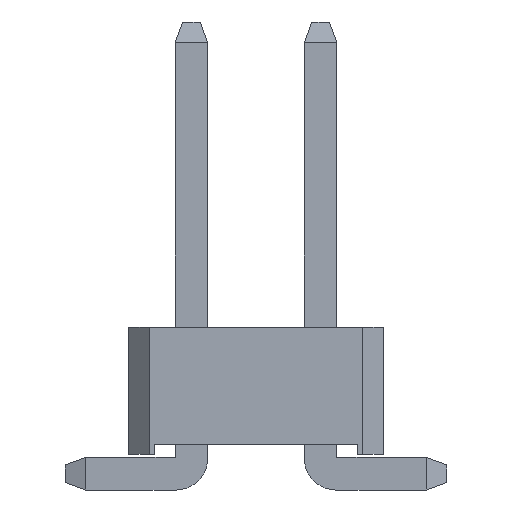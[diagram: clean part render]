
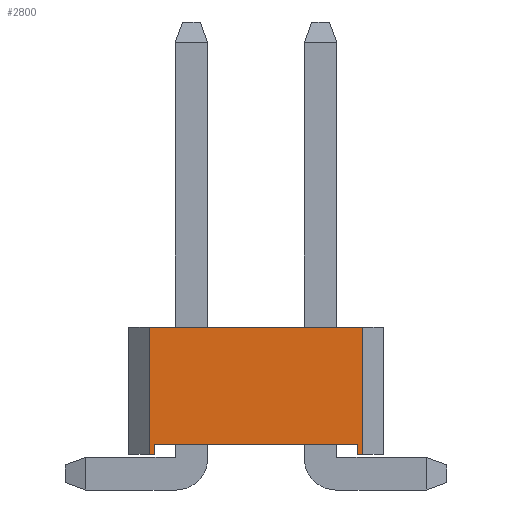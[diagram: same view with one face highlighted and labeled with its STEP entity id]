
A CAD part, left-side view. The second image highlights one B-rep face of the part: STEP entity #2800.
In plain terms, the highlighted planar face has unit normal (-1, 0, 0).
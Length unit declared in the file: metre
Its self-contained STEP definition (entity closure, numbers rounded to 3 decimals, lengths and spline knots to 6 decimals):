
#506=ORIENTED_EDGE('',*,*,#1033,.F.);
#507=ORIENTED_EDGE('',*,*,#1034,.F.);
#508=ORIENTED_EDGE('',*,*,#1035,.T.);
#509=ORIENTED_EDGE('',*,*,#1036,.T.);
#510=ORIENTED_EDGE('',*,*,#1031,.T.);
#511=ORIENTED_EDGE('',*,*,#1037,.F.);
#512=ORIENTED_EDGE('',*,*,#1038,.T.);
#513=ORIENTED_EDGE('',*,*,#1039,.T.);
#1031=EDGE_CURVE('',#1301,#1300,#1613,.T.);
#1033=EDGE_CURVE('',#1302,#1303,#1615,.T.);
#1034=EDGE_CURVE('',#1304,#1302,#1616,.T.);
#1035=EDGE_CURVE('',#1304,#1305,#1617,.T.);
#1036=EDGE_CURVE('',#1305,#1301,#1618,.T.);
#1037=EDGE_CURVE('',#1306,#1300,#1619,.T.);
#1038=EDGE_CURVE('',#1306,#1307,#1620,.T.);
#1039=EDGE_CURVE('',#1307,#1303,#1621,.T.);
#1300=VERTEX_POINT('',#5170);
#1301=VERTEX_POINT('',#5172);
#1302=VERTEX_POINT('',#5176);
#1303=VERTEX_POINT('',#5177);
#1304=VERTEX_POINT('',#5179);
#1305=VERTEX_POINT('',#5181);
#1306=VERTEX_POINT('',#5184);
#1307=VERTEX_POINT('',#5186);
#1613=LINE('',#5171,#1967);
#1615=LINE('',#5175,#1969);
#1616=LINE('',#5178,#1970);
#1617=LINE('',#5180,#1971);
#1618=LINE('',#5182,#1972);
#1619=LINE('',#5183,#1973);
#1620=LINE('',#5185,#1974);
#1621=LINE('',#5187,#1975);
#1967=VECTOR('',#4437,1.);
#1969=VECTOR('',#4441,1.);
#1970=VECTOR('',#4442,1.);
#1971=VECTOR('',#4443,1.);
#1972=VECTOR('',#4444,1.);
#1973=VECTOR('',#4445,1.);
#1974=VECTOR('',#4446,1.);
#1975=VECTOR('',#4447,1.);
#2174=EDGE_LOOP('',(#506,#507,#508,#509,#510,#511,#512,#513));
#2338=FACE_BOUND('',#2174,.T.);
#2496=PLANE('',#3892);
#2800=ADVANCED_FACE('',(#2338),#2496,.F.);
#3892=AXIS2_PLACEMENT_3D('',#5174,#4439,#4440);
#4437=DIRECTION('',(0.,0.,1.));
#4439=DIRECTION('',(1.,0.,0.));
#4440=DIRECTION('',(0.,1.,0.));
#4441=DIRECTION('',(0.,0.,-1.));
#4442=DIRECTION('',(0.,1.,0.));
#4443=DIRECTION('',(0.,0.,-1.));
#4444=DIRECTION('',(0.,-1.,0.));
#4445=DIRECTION('',(0.,-1.,0.));
#4446=DIRECTION('',(0.,0.,-1.));
#4447=DIRECTION('',(0.,-1.,0.));
#5170=CARTESIAN_POINT('',(-0.00635,-0.0021,0.0025));
#5171=CARTESIAN_POINT('',(-0.00635,-0.0021,0.0025));
#5172=CARTESIAN_POINT('',(-0.00635,-0.0021,0.));
#5174=CARTESIAN_POINT('',(-0.00635,0.0025,0.0025));
#5175=CARTESIAN_POINT('',(-0.00635,0.002,0.0025));
#5176=CARTESIAN_POINT('',(-0.00635,0.002,0.0002));
#5177=CARTESIAN_POINT('',(-0.00635,0.002,0.));
#5178=CARTESIAN_POINT('',(-0.00635,0.0025,0.0002));
#5179=CARTESIAN_POINT('',(-0.00635,-0.002,0.0002));
#5180=CARTESIAN_POINT('',(-0.00635,-0.002,0.0025));
#5181=CARTESIAN_POINT('',(-0.00635,-0.002,0.));
#5182=CARTESIAN_POINT('',(-0.00635,0.0025,0.));
#5183=CARTESIAN_POINT('',(-0.00635,0.0025,0.0025));
#5184=CARTESIAN_POINT('',(-0.00635,0.0021,0.0025));
#5185=CARTESIAN_POINT('',(-0.00635,0.0021,0.0025));
#5186=CARTESIAN_POINT('',(-0.00635,0.0021,0.));
#5187=CARTESIAN_POINT('',(-0.00635,0.0025,0.));
